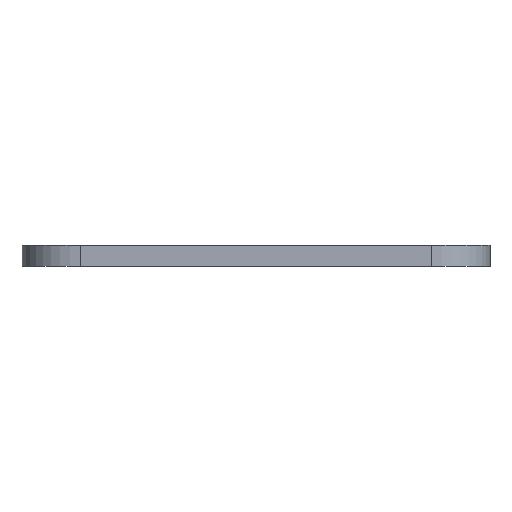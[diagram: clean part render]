
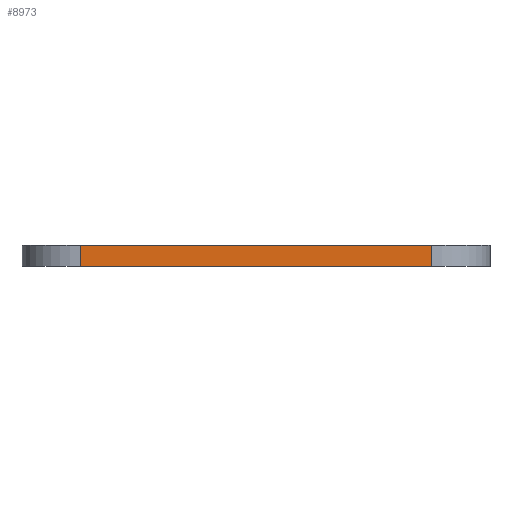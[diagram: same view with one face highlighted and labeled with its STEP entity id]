
A CAD part, left-side view. The second image highlights one B-rep face of the part: STEP entity #8973.
In plain terms, the highlighted planar face has unit normal (-1, 0, 0).
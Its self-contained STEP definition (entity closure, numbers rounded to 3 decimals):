
#8396 = VERTEX_POINT('',#8397);
#8397 = CARTESIAN_POINT('',(-35.75,21.,0.));
#8404 = EDGE_CURVE('',#8405,#8396,#8407,.T.);
#8405 = VERTEX_POINT('',#8406);
#8406 = CARTESIAN_POINT('',(-35.75,3.,0.));
#8407 = LINE('',#8408,#8409);
#8408 = CARTESIAN_POINT('',(-35.75,3.,0.));
#8409 = VECTOR('',#8410,1.);
#8410 = DIRECTION('',(0.,1.,0.));
#8658 = VERTEX_POINT('',#8659);
#8659 = CARTESIAN_POINT('',(-35.75,21.,1.09));
#8666 = EDGE_CURVE('',#8667,#8658,#8669,.T.);
#8667 = VERTEX_POINT('',#8668);
#8668 = CARTESIAN_POINT('',(-35.75,3.,1.09));
#8669 = LINE('',#8670,#8671);
#8670 = CARTESIAN_POINT('',(-35.75,3.,1.09));
#8671 = VECTOR('',#8672,1.);
#8672 = DIRECTION('',(0.,1.,0.));
#8943 = EDGE_CURVE('',#8396,#8658,#8944,.T.);
#8944 = LINE('',#8945,#8946);
#8945 = CARTESIAN_POINT('',(-35.75,21.,0.));
#8946 = VECTOR('',#8947,1.);
#8947 = DIRECTION('',(0.,0.,1.));
#8973 = ADVANCED_FACE('',(#8974),#8985,.T.);
#8974 = FACE_BOUND('',#8975,.T.);
#8975 = EDGE_LOOP('',(#8976,#8982,#8983,#8984));
#8976 = ORIENTED_EDGE('',*,*,#8977,.T.);
#8977 = EDGE_CURVE('',#8405,#8667,#8978,.T.);
#8978 = LINE('',#8979,#8980);
#8979 = CARTESIAN_POINT('',(-35.75,3.,0.));
#8980 = VECTOR('',#8981,1.);
#8981 = DIRECTION('',(0.,0.,1.));
#8982 = ORIENTED_EDGE('',*,*,#8666,.T.);
#8983 = ORIENTED_EDGE('',*,*,#8943,.F.);
#8984 = ORIENTED_EDGE('',*,*,#8404,.F.);
#8985 = PLANE('',#8986);
#8986 = AXIS2_PLACEMENT_3D('',#8987,#8988,#8989);
#8987 = CARTESIAN_POINT('',(-35.75,3.,0.));
#8988 = DIRECTION('',(-1.,0.,0.));
#8989 = DIRECTION('',(0.,1.,0.));
